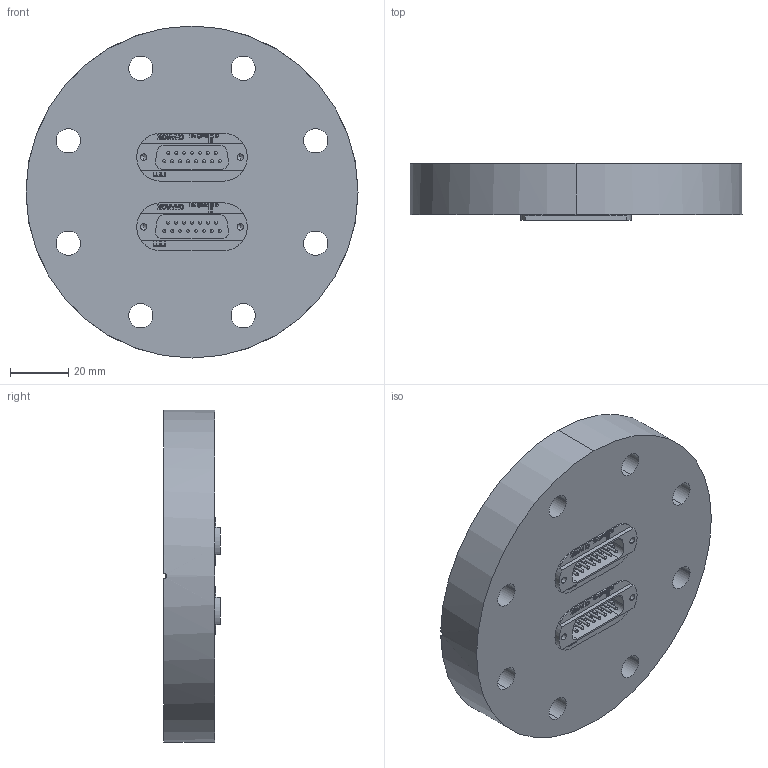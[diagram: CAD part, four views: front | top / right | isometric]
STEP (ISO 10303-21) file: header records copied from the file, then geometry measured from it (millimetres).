
FILE_DESCRIPTION (( 'STEP AP214' ), '1' );
FILE_NAME ('210-D15_2-C63-NM.step', '2025-02-17T20:20:58', ( '' ), ( '' ), 'SwSTEP 2.0', 'SolidWorks 2022', '' );
FILE_SCHEMA (( 'AUTOMOTIVE_DESIGN' ));
Length unit declared in the file: millimetre
Products named in the file (5): 218-D9-37-SS-NM_218-D15-SS-NM; 210-D15_2-C63-NM; 9218-D9-37-SS-NM_15pin 1mm beschr.; 9210-D15_2-C63-LN_415-CFB63-LN; 9210-PIN-SUB-D-WCU-R_Pin vergoldet
Assembly tree (19 placements, depth 3):
  210-D15_2-C63-NM
    9210-D15_2-C63-LN_415-CFB63-LN
    218-D9-37-SS-NM_218-D15-SS-NM  x2
      9218-D9-37-SS-NM_15pin 1mm beschr.
      9210-PIN-SUB-D-WCU-R_Pin vergoldet
Bounding box: 114.3 x 19.5 x 114.3 mm (x, y, z)
Volume: 156270 mm3; surface area: 40423.6 mm2
Topology: 33 solids, 33 shells, 783 faces, 2156 edges, 1420 vertices
Faces by surface type: plane 335, cylinder 280, bspline 84, sphere 60, cone 20, torus 4
Entity records: 13959 total; most frequent: CARTESIAN_POINT 4632, ORIENTED_EDGE 1902, DIRECTION 1799, EDGE_CURVE 951, VERTEX_POINT 630, VECTOR 601, LINE 601, AXIS2_PLACEMENT_3D 599
